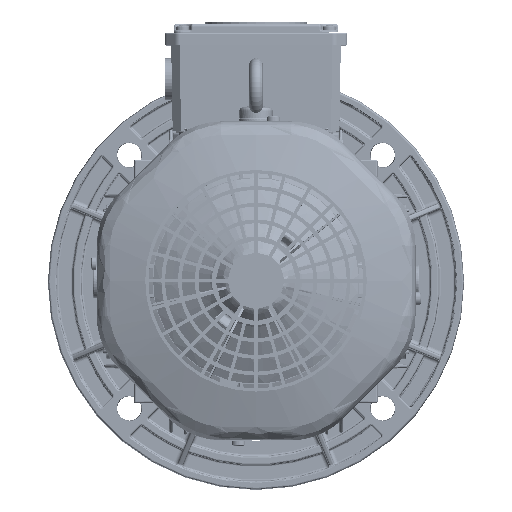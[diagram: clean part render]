
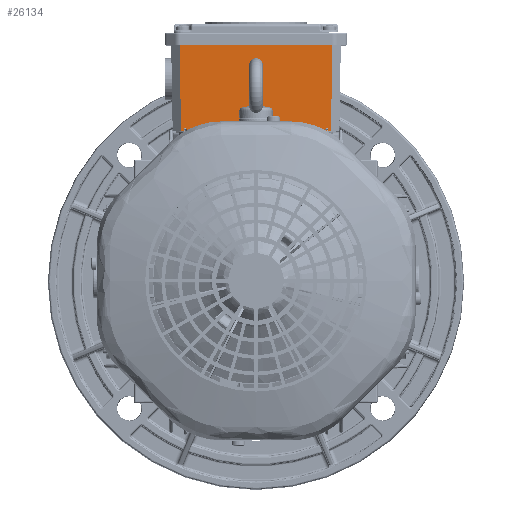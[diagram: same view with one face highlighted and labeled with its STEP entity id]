
A CAD part, top view. The second image highlights one B-rep face of the part: STEP entity #26134.
In plain terms, the highlighted planar face has unit normal (0, -0.018, 1).
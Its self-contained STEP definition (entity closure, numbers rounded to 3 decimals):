
#2976=LINE('',#137046,#8180);
#2977=LINE('',#137048,#8181);
#2978=LINE('',#137050,#8182);
#2979=LINE('',#137052,#8183);
#8180=VECTOR('',#114679,1.);
#8181=VECTOR('',#114682,1.);
#8182=VECTOR('',#114683,1.);
#8183=VECTOR('',#114684,1.);
#13332=PLANE('',#105998);
#14544=FACE_OUTER_BOUND('',#33025,.T.);
#26134=ADVANCED_FACE('',(#14544),#13332,.T.);
#33025=EDGE_LOOP('',(#39380,#39381,#39382,#39383));
#39380=ORIENTED_EDGE('',*,*,#79603,.T.);
#39381=ORIENTED_EDGE('',*,*,#79602,.F.);
#39382=ORIENTED_EDGE('',*,*,#79604,.T.);
#39383=ORIENTED_EDGE('',*,*,#79605,.T.);
#68158=VERTEX_POINT('',#137040);
#68161=VERTEX_POINT('',#137045);
#68162=VERTEX_POINT('',#137049);
#68163=VERTEX_POINT('',#137051);
#79602=EDGE_CURVE('',#68161,#68158,#2976,.T.);
#79603=EDGE_CURVE('',#68162,#68158,#2977,.T.);
#79604=EDGE_CURVE('',#68161,#68163,#2978,.T.);
#79605=EDGE_CURVE('',#68163,#68162,#2979,.T.);
#105998=AXIS2_PLACEMENT_3D('',#137053,#114685,#114686);
#114679=DIRECTION('',(-0.007,1.,0.017));
#114682=DIRECTION('',(-1.,0.,0.));
#114683=DIRECTION('',(1.,0.,0.));
#114684=DIRECTION('',(0.007,1.,0.017));
#114685=DIRECTION('',(0.,-0.017,1.));
#114686=DIRECTION('',(0.,1.,0.017));
#137040=CARTESIAN_POINT('',(-45.548,142.,172.908));
#137045=CARTESIAN_POINT('',(-45.172,90.,172.));
#137046=CARTESIAN_POINT('',(-45.172,90.,172.));
#137048=CARTESIAN_POINT('',(52.,142.,172.908));
#137049=CARTESIAN_POINT('',(45.548,142.,172.908));
#137050=CARTESIAN_POINT('',(45.172,90.,172.));
#137051=CARTESIAN_POINT('',(45.172,90.,172.));
#137052=CARTESIAN_POINT('',(45.172,90.,172.));
#137053=CARTESIAN_POINT('',(45.172,90.,172.));
